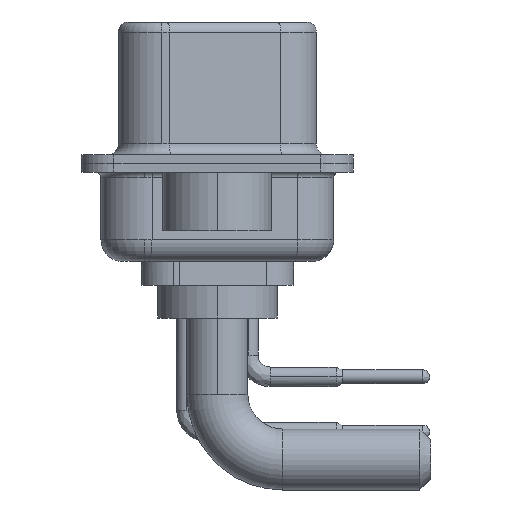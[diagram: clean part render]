
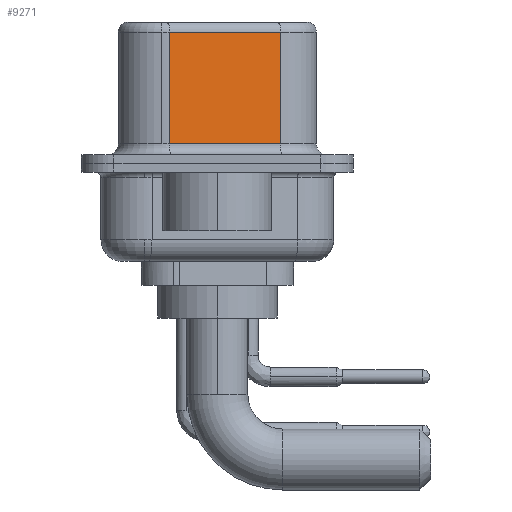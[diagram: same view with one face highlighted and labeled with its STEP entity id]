
A CAD part, left-side view. The second image highlights one B-rep face of the part: STEP entity #9271.
In plain terms, the highlighted planar face has unit normal (-0.985, -0.174, 0).
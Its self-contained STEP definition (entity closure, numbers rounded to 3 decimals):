
#492 = DIRECTION ( 'NONE',  ( 0.985, 0.174, 0. ) ) ;
#862 = CARTESIAN_POINT ( 'NONE',  ( 4.58, -2.897, 6.52 ) ) ;
#1635 = LINE ( 'NONE', #16226, #21402 ) ;
#3133 = CARTESIAN_POINT ( 'NONE',  ( 3.68, 2.203, 6.52 ) ) ;
#4197 = LINE ( 'NONE', #862, #21698 ) ;
#5366 = DIRECTION ( 'NONE',  ( -0.174, 0.985, 0. ) ) ;
#5806 = EDGE_CURVE ( 'NONE', #10830, #11474, #4197, .T. ) ;
#6077 = AXIS2_PLACEMENT_3D ( 'NONE', #18783, #492, #7762 ) ;
#6337 = DIRECTION ( 'NONE',  ( 0., 0., -1. ) ) ;
#7160 = LINE ( 'NONE', #21761, #21329 ) ;
#7697 = EDGE_CURVE ( 'NONE', #22613, #9344, #23095, .T. ) ;
#7762 = DIRECTION ( 'NONE',  ( -0.174, 0.985, 0. ) ) ;
#7997 = FACE_OUTER_BOUND ( 'NONE', #10763, .T. ) ;
#9271 = ADVANCED_FACE ( 'NONE', ( #7997 ), #11470, .F. ) ;
#9344 = VERTEX_POINT ( 'NONE', #16979 ) ;
#9848 = EDGE_CURVE ( 'NONE', #9344, #11474, #1635, .T. ) ;
#10763 = EDGE_LOOP ( 'NONE', ( #18056, #18730, #23223, #15253 ) ) ;
#10830 = VERTEX_POINT ( 'NONE', #21864 ) ;
#11470 = PLANE ( 'NONE',  #6077 ) ;
#11474 = VERTEX_POINT ( 'NONE', #13810 ) ;
#13810 = CARTESIAN_POINT ( 'NONE',  ( 4.58, -2.897, 0.9 ) ) ;
#14504 = CARTESIAN_POINT ( 'NONE',  ( 3.68, 2.203, 6.02 ) ) ;
#15253 = ORIENTED_EDGE ( 'NONE', *, *, #9848, .T. ) ;
#15260 = VECTOR ( 'NONE', #17718, 1000. ) ;
#16226 = CARTESIAN_POINT ( 'NONE',  ( 4.58, -2.897, 0.9 ) ) ;
#16979 = CARTESIAN_POINT ( 'NONE',  ( 3.68, 2.203, 0.9 ) ) ;
#17718 = DIRECTION ( 'NONE',  ( 0., 0., -1. ) ) ;
#18056 = ORIENTED_EDGE ( 'NONE', *, *, #5806, .F. ) ;
#18730 = ORIENTED_EDGE ( 'NONE', *, *, #21511, .T. ) ;
#18783 = CARTESIAN_POINT ( 'NONE',  ( 4.58, -2.897, 6.52 ) ) ;
#21329 = VECTOR ( 'NONE', #5366, 1000. ) ;
#21402 = VECTOR ( 'NONE', #23523, 1000. ) ;
#21511 = EDGE_CURVE ( 'NONE', #10830, #22613, #7160, .T. ) ;
#21698 = VECTOR ( 'NONE', #6337, 1000. ) ;
#21761 = CARTESIAN_POINT ( 'NONE',  ( 4.58, -2.897, 6.02 ) ) ;
#21864 = CARTESIAN_POINT ( 'NONE',  ( 4.58, -2.897, 6.02 ) ) ;
#22613 = VERTEX_POINT ( 'NONE', #14504 ) ;
#23095 = LINE ( 'NONE', #3133, #15260 ) ;
#23223 = ORIENTED_EDGE ( 'NONE', *, *, #7697, .T. ) ;
#23523 = DIRECTION ( 'NONE',  ( 0.174, -0.985, 0. ) ) ;
